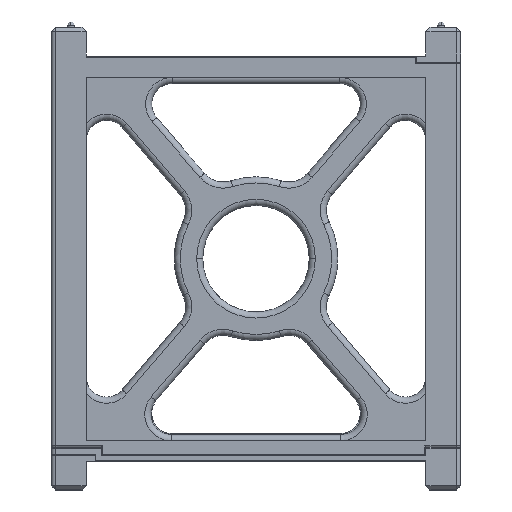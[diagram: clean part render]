
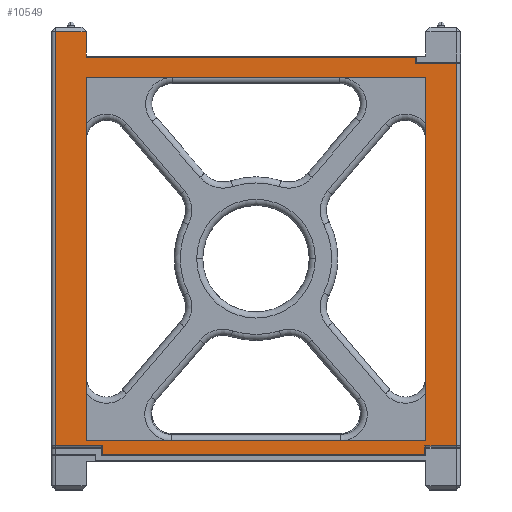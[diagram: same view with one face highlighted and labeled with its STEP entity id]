
A CAD part, left-side view. The second image highlights one B-rep face of the part: STEP entity #10549.
In plain terms, the highlighted face is planar.
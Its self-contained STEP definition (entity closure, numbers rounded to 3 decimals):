
#10549 = ADVANCED_FACE('',(#10550,#10584),#10682,.F.);
#10550 = FACE_BOUND('',#10551,.T.);
#10551 = EDGE_LOOP('',(#10552,#10562,#10570,#10578));
#10552 = ORIENTED_EDGE('',*,*,#10553,.T.);
#10553 = EDGE_CURVE('',#10554,#10556,#10558,.T.);
#10554 = VERTEX_POINT('',#10555);
#10555 = CARTESIAN_POINT('',(91.5,87.5,44.5));
#10556 = VERTEX_POINT('',#10557);
#10557 = CARTESIAN_POINT('',(91.5,87.5,-44.25));
#10558 = LINE('',#10559,#10560);
#10559 = CARTESIAN_POINT('',(91.5,87.5,-3.5));
#10560 = VECTOR('',#10561,1.);
#10561 = DIRECTION('',(0.,0.,-1.));
#10562 = ORIENTED_EDGE('',*,*,#10563,.F.);
#10563 = EDGE_CURVE('',#10564,#10556,#10566,.T.);
#10564 = VERTEX_POINT('',#10565);
#10565 = CARTESIAN_POINT('',(91.5,4.5,-44.25));
#10566 = LINE('',#10567,#10568);
#10567 = CARTESIAN_POINT('',(91.5,91.25,-44.25));
#10568 = VECTOR('',#10569,1.);
#10569 = DIRECTION('',(0.,1.,0.));
#10570 = ORIENTED_EDGE('',*,*,#10571,.T.);
#10571 = EDGE_CURVE('',#10564,#10572,#10574,.T.);
#10572 = VERTEX_POINT('',#10573);
#10573 = CARTESIAN_POINT('',(91.5,4.5,44.5));
#10574 = LINE('',#10575,#10576);
#10575 = CARTESIAN_POINT('',(91.5,4.5,-3.5));
#10576 = VECTOR('',#10577,1.);
#10577 = DIRECTION('',(0.,0.,1.));
#10578 = ORIENTED_EDGE('',*,*,#10579,.F.);
#10579 = EDGE_CURVE('',#10554,#10572,#10580,.T.);
#10580 = LINE('',#10581,#10582);
#10581 = CARTESIAN_POINT('',(91.5,91.25,44.5));
#10582 = VECTOR('',#10583,1.);
#10583 = DIRECTION('',(0.,-1.,0.));
#10584 = FACE_BOUND('',#10585,.T.);
#10585 = EDGE_LOOP('',(#10586,#10596,#10604,#10612,#10620,#10628,#10636,
    #10644,#10652,#10660,#10668,#10676));
#10586 = ORIENTED_EDGE('',*,*,#10587,.T.);
#10587 = EDGE_CURVE('',#10588,#10590,#10592,.T.);
#10588 = VERTEX_POINT('',#10589);
#10589 = CARTESIAN_POINT('',(91.5,7.05,-49.25));
#10590 = VERTEX_POINT('',#10591);
#10591 = CARTESIAN_POINT('',(91.5,87.5,-49.25));
#10592 = LINE('',#10593,#10594);
#10593 = CARTESIAN_POINT('',(91.5,91.25,-49.25));
#10594 = VECTOR('',#10595,1.);
#10595 = DIRECTION('',(0.,1.,0.));
#10596 = ORIENTED_EDGE('',*,*,#10597,.T.);
#10597 = EDGE_CURVE('',#10590,#10598,#10600,.T.);
#10598 = VERTEX_POINT('',#10599);
#10599 = CARTESIAN_POINT('',(91.5,87.5,-55.5));
#10600 = LINE('',#10601,#10602);
#10601 = CARTESIAN_POINT('',(91.5,87.5,-3.5));
#10602 = VECTOR('',#10603,1.);
#10603 = DIRECTION('',(0.,0.,-1.));
#10604 = ORIENTED_EDGE('',*,*,#10605,.F.);
#10605 = EDGE_CURVE('',#10606,#10598,#10608,.T.);
#10606 = VERTEX_POINT('',#10607);
#10607 = CARTESIAN_POINT('',(91.5,95.,-55.5));
#10608 = LINE('',#10609,#10610);
#10609 = CARTESIAN_POINT('',(91.5,91.25,-55.5));
#10610 = VECTOR('',#10611,1.);
#10611 = DIRECTION('',(0.,-1.,0.));
#10612 = ORIENTED_EDGE('',*,*,#10613,.F.);
#10613 = EDGE_CURVE('',#10614,#10606,#10616,.T.);
#10614 = VERTEX_POINT('',#10615);
#10615 = CARTESIAN_POINT('',(91.5,95.,45.75));
#10616 = LINE('',#10617,#10618);
#10617 = CARTESIAN_POINT('',(91.5,95.,57.));
#10618 = VECTOR('',#10619,1.);
#10619 = DIRECTION('',(0.,0.,-1.));
#10620 = ORIENTED_EDGE('',*,*,#10621,.T.);
#10621 = EDGE_CURVE('',#10614,#10622,#10624,.T.);
#10622 = VERTEX_POINT('',#10623);
#10623 = CARTESIAN_POINT('',(91.5,83.45,45.75));
#10624 = LINE('',#10625,#10626);
#10625 = CARTESIAN_POINT('',(91.5,91.25,45.75));
#10626 = VECTOR('',#10627,1.);
#10627 = DIRECTION('',(0.,-1.,0.));
#10628 = ORIENTED_EDGE('',*,*,#10629,.F.);
#10629 = EDGE_CURVE('',#10630,#10622,#10632,.T.);
#10630 = VERTEX_POINT('',#10631);
#10631 = CARTESIAN_POINT('',(91.5,83.45,47.75));
#10632 = LINE('',#10633,#10634);
#10633 = CARTESIAN_POINT('',(91.5,83.45,-3.5));
#10634 = VECTOR('',#10635,1.);
#10635 = DIRECTION('',(0.,0.,-1.));
#10636 = ORIENTED_EDGE('',*,*,#10637,.T.);
#10637 = EDGE_CURVE('',#10630,#10638,#10640,.T.);
#10638 = VERTEX_POINT('',#10639);
#10639 = CARTESIAN_POINT('',(91.5,4.75,47.75));
#10640 = LINE('',#10641,#10642);
#10641 = CARTESIAN_POINT('',(91.5,91.25,47.75));
#10642 = VECTOR('',#10643,1.);
#10643 = DIRECTION('',(0.,-1.,0.));
#10644 = ORIENTED_EDGE('',*,*,#10645,.F.);
#10645 = EDGE_CURVE('',#10646,#10638,#10648,.T.);
#10646 = VERTEX_POINT('',#10647);
#10647 = CARTESIAN_POINT('',(91.5,4.75,45.75));
#10648 = LINE('',#10649,#10650);
#10649 = CARTESIAN_POINT('',(91.5,4.75,-3.5));
#10650 = VECTOR('',#10651,1.);
#10651 = DIRECTION('',(0.,0.,1.));
#10652 = ORIENTED_EDGE('',*,*,#10653,.F.);
#10653 = EDGE_CURVE('',#10654,#10646,#10656,.T.);
#10654 = VERTEX_POINT('',#10655);
#10655 = CARTESIAN_POINT('',(91.5,-3.,45.75));
#10656 = LINE('',#10657,#10658);
#10657 = CARTESIAN_POINT('',(91.5,91.25,45.75));
#10658 = VECTOR('',#10659,1.);
#10659 = DIRECTION('',(0.,1.,0.));
#10660 = ORIENTED_EDGE('',*,*,#10661,.T.);
#10661 = EDGE_CURVE('',#10654,#10662,#10664,.T.);
#10662 = VERTEX_POINT('',#10663);
#10663 = CARTESIAN_POINT('',(91.5,-3.,-47.8));
#10664 = LINE('',#10665,#10666);
#10665 = CARTESIAN_POINT('',(91.5,-3.,57.));
#10666 = VECTOR('',#10667,1.);
#10667 = DIRECTION('',(0.,0.,-1.));
#10668 = ORIENTED_EDGE('',*,*,#10669,.F.);
#10669 = EDGE_CURVE('',#10670,#10662,#10672,.T.);
#10670 = VERTEX_POINT('',#10671);
#10671 = CARTESIAN_POINT('',(91.5,7.05,-47.8));
#10672 = LINE('',#10673,#10674);
#10673 = CARTESIAN_POINT('',(91.5,91.25,-47.8));
#10674 = VECTOR('',#10675,1.);
#10675 = DIRECTION('',(0.,-1.,0.));
#10676 = ORIENTED_EDGE('',*,*,#10677,.T.);
#10677 = EDGE_CURVE('',#10670,#10588,#10678,.T.);
#10678 = LINE('',#10679,#10680);
#10679 = CARTESIAN_POINT('',(91.5,7.05,-3.5));
#10680 = VECTOR('',#10681,1.);
#10681 = DIRECTION('',(0.,0.,-1.));
#10682 = PLANE('',#10683);
#10683 = AXIS2_PLACEMENT_3D('',#10684,#10685,#10686);
#10684 = CARTESIAN_POINT('',(91.5,4.5,57.));
#10685 = DIRECTION('',(-1.,0.,0.));
#10686 = DIRECTION('',(0.,1.,0.));
